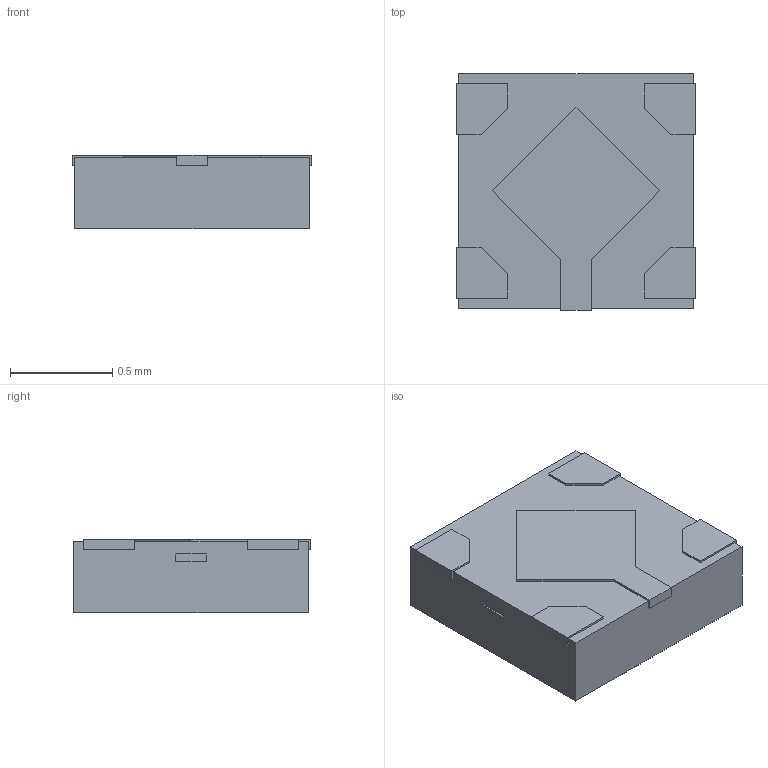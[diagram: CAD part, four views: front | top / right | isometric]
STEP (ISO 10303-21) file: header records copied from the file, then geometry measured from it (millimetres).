
FILE_DESCRIPTION (( 'STEP AP214' ), '1' );
FILE_NAME ('NCP171AMX165160TCG.STEP', '2024-12-08T10:57:42', ( '' ), ( '' ), 'SwSTEP 2.0', 'SolidWorks 2023', '' );
FILE_SCHEMA (( 'AUTOMOTIVE_DESIGN' ));
Length unit declared in the file: millimetre
Products named in the file (1): NCP171AMX165160TCG
Bounding box: 1.17 x 1.16 x 0.36 mm (x, y, z)
Volume: 0.5 mm3; surface area: 4.4 mm2
Topology: 1 solids, 1 shells, 53 faces, 147 edges, 98 vertices
Faces by surface type: plane 53
Entity records: 2267 total; most frequent: CARTESIAN_POINT 299, ORIENTED_EDGE 294, DIRECTION 255, LINE 147, VECTOR 147, EDGE_CURVE 147, VERTEX_POINT 98, UNCERTAINTY_MEASURE_WITH_UNIT 55
